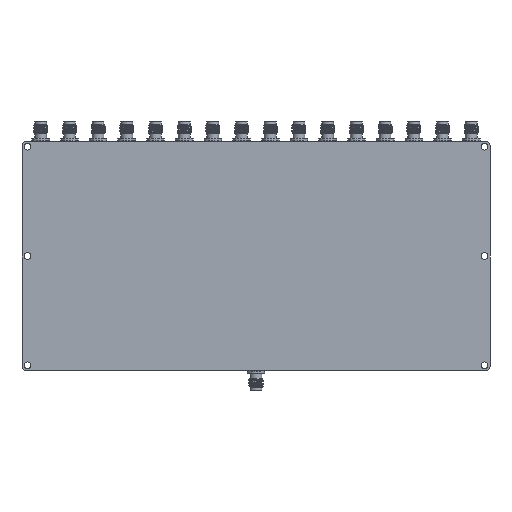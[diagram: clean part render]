
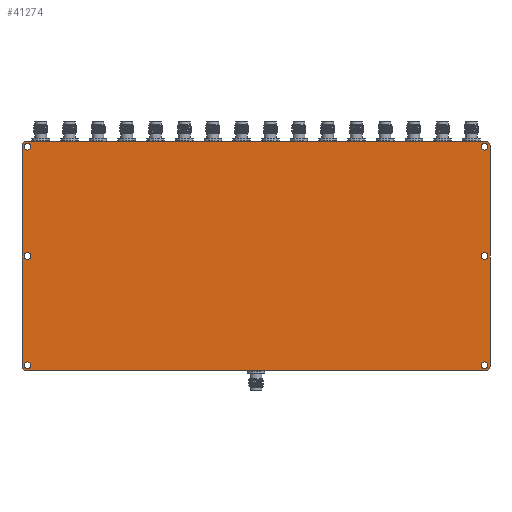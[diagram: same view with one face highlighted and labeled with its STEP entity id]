
A CAD part, front view. The second image highlights one B-rep face of the part: STEP entity #41274.
In plain terms, the highlighted planar face has unit normal (0, -1, 0).
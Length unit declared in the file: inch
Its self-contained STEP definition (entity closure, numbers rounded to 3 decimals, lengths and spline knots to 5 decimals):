
#171 = CARTESIAN_POINT ( 'NONE',  ( 4.09323, -0.23622, -2.04724 ) ) ;
#201 = EDGE_CURVE ( 'NONE', #70287, #63543, #27063, .T. ) ;
#329 = VERTEX_POINT ( 'NONE', #171 ) ;
#869 = EDGE_CURVE ( 'NONE', #23158, #23158, #40943, .T. ) ;
#959 = AXIS2_PLACEMENT_3D ( 'NONE', #35764, #66673, #47470 ) ;
#1954 = ORIENTED_EDGE ( 'NONE', *, *, #12403, .T. ) ;
#2219 = LINE ( 'NONE', #18111, #4130 ) ;
#2620 = CARTESIAN_POINT ( 'NONE',  ( -4.0748, -0.23622, -1.94882 ) ) ;
#3095 = AXIS2_PLACEMENT_3D ( 'NONE', #64140, #5203, #70652 ) ;
#4130 = VECTOR ( 'NONE', #31642, 39.37008 ) ;
#4176 = ORIENTED_EDGE ( 'NONE', *, *, #19006, .T. ) ;
#4177 = VERTEX_POINT ( 'NONE', #15384 ) ;
#4803 = EDGE_CURVE ( 'NONE', #52024, #52024, #59208, .T. ) ;
#4939 = DIRECTION ( 'NONE',  ( 0., 0., -1. ) ) ;
#5144 = DIRECTION ( 'NONE',  ( 0., 1., 0. ) ) ;
#5203 = DIRECTION ( 'NONE',  ( 0., -1., 0. ) ) ;
#6334 = CIRCLE ( 'NONE', #61017, 0.08 ) ;
#6626 = EDGE_CURVE ( 'NONE', #45766, #63543, #33011, .T. ) ;
#6787 = FACE_BOUND ( 'NONE', #34193, .T. ) ;
#7022 = AXIS2_PLACEMENT_3D ( 'NONE', #22976, #47145, #11526 ) ;
#7515 = CARTESIAN_POINT ( 'NONE',  ( -4.17323, -0.23622, 2.04724 ) ) ;
#7794 = EDGE_LOOP ( 'NONE', ( #8294 ) ) ;
#8294 = ORIENTED_EDGE ( 'NONE', *, *, #4803, .T. ) ;
#8672 = FACE_BOUND ( 'NONE', #7794, .T. ) ;
#9296 = ORIENTED_EDGE ( 'NONE', *, *, #31372, .T. ) ;
#9768 = ORIENTED_EDGE ( 'NONE', *, *, #59774, .F. ) ;
#10108 = EDGE_CURVE ( 'NONE', #24129, #24129, #15605, .T. ) ;
#10212 = EDGE_CURVE ( 'NONE', #28383, #65498, #53768, .T. ) ;
#11526 = DIRECTION ( 'NONE',  ( 0., 0., 1. ) ) ;
#12403 = EDGE_CURVE ( 'NONE', #43666, #43666, #75061, .T. ) ;
#13143 = AXIS2_PLACEMENT_3D ( 'NONE', #2620, #31996, #49168 ) ;
#14859 = VECTOR ( 'NONE', #57339, 39.37008 ) ;
#15384 = CARTESIAN_POINT ( 'NONE',  ( -4.17323, -0.23622, 1.96724 ) ) ;
#15596 = CARTESIAN_POINT ( 'NONE',  ( 4.0748, -0.23622, -1.88976 ) ) ;
#15605 = CIRCLE ( 'NONE', #74163, 0.05906 ) ;
#16625 = CARTESIAN_POINT ( 'NONE',  ( -4.09323, -0.23622, 2.04724 ) ) ;
#17001 = EDGE_LOOP ( 'NONE', ( #76465 ) ) ;
#17958 = CARTESIAN_POINT ( 'NONE',  ( 4.17323, -0.23622, -1.96724 ) ) ;
#18034 = DIRECTION ( 'NONE',  ( 0., -1., 0. ) ) ;
#18111 = CARTESIAN_POINT ( 'NONE',  ( -4.17323, -0.23622, 2.04724 ) ) ;
#18842 = EDGE_LOOP ( 'NONE', ( #4176 ) ) ;
#19006 = EDGE_CURVE ( 'NONE', #29707, #29707, #27236, .T. ) ;
#19201 = DIRECTION ( 'NONE',  ( 0., 0., -1. ) ) ;
#20830 = ORIENTED_EDGE ( 'NONE', *, *, #30505, .T. ) ;
#21605 = CARTESIAN_POINT ( 'NONE',  ( -4.0748, -0.23622, 2.00787 ) ) ;
#22719 = AXIS2_PLACEMENT_3D ( 'NONE', #37340, #61233, #43076 ) ;
#22976 = CARTESIAN_POINT ( 'NONE',  ( 4.0748, -0.23622, -1.94882 ) ) ;
#23023 = DIRECTION ( 'NONE',  ( 0., 0., -1. ) ) ;
#23158 = VERTEX_POINT ( 'NONE', #73584 ) ;
#24129 = VERTEX_POINT ( 'NONE', #62132 ) ;
#24525 = ORIENTED_EDGE ( 'NONE', *, *, #201, .F. ) ;
#25358 = FACE_BOUND ( 'NONE', #17001, .T. ) ;
#27063 = LINE ( 'NONE', #7515, #29800 ) ;
#27236 = CIRCLE ( 'NONE', #75862, 0.05906 ) ;
#28383 = VERTEX_POINT ( 'NONE', #57091 ) ;
#29707 = VERTEX_POINT ( 'NONE', #63665 ) ;
#29800 = VECTOR ( 'NONE', #63599, 39.37008 ) ;
#30346 = ORIENTED_EDGE ( 'NONE', *, *, #10108, .T. ) ;
#30505 = EDGE_CURVE ( 'NONE', #70287, #4177, #6334, .T. ) ;
#30665 = VECTOR ( 'NONE', #42099, 39.37008 ) ;
#31372 = EDGE_CURVE ( 'NONE', #329, #72881, #44430, .T. ) ;
#31642 = DIRECTION ( 'NONE',  ( 0., 0., 1. ) ) ;
#31996 = DIRECTION ( 'NONE',  ( 0., 1., 0. ) ) ;
#33011 = CIRCLE ( 'NONE', #45153, 0.08 ) ;
#34193 = EDGE_LOOP ( 'NONE', ( #1954 ) ) ;
#34223 = DIRECTION ( 'NONE',  ( 0., 0., 1. ) ) ;
#35764 = CARTESIAN_POINT ( 'NONE',  ( -4.09323, -0.23622, -1.96724 ) ) ;
#36006 = ORIENTED_EDGE ( 'NONE', *, *, #38020, .F. ) ;
#36042 = CARTESIAN_POINT ( 'NONE',  ( 4.09323, -0.23622, 2.04724 ) ) ;
#37330 = DIRECTION ( 'NONE',  ( 0., 1., 0. ) ) ;
#37340 = CARTESIAN_POINT ( 'NONE',  ( -4.0748, -0.23622, 1.94882 ) ) ;
#38020 = EDGE_CURVE ( 'NONE', #45766, #72881, #44639, .T. ) ;
#38881 = EDGE_LOOP ( 'NONE', ( #60598 ) ) ;
#39717 = EDGE_CURVE ( 'NONE', #28383, #4177, #2219, .T. ) ;
#40221 = AXIS2_PLACEMENT_3D ( 'NONE', #70598, #5144, #46718 ) ;
#40943 = CIRCLE ( 'NONE', #13143, 0.05906 ) ;
#41274 = ADVANCED_FACE ( 'NONE', ( #54240, #6787, #8672, #47737, #70030, #25358, #68130 ), #76371, .T. ) ;
#42099 = DIRECTION ( 'NONE',  ( 0., 0., -1. ) ) ;
#43076 = DIRECTION ( 'NONE',  ( 0., 0., 1. ) ) ;
#43666 = VERTEX_POINT ( 'NONE', #15596 ) ;
#44430 = CIRCLE ( 'NONE', #55590, 0.08 ) ;
#44639 = LINE ( 'NONE', #53561, #30665 ) ;
#45153 = AXIS2_PLACEMENT_3D ( 'NONE', #76868, #75836, #4939 ) ;
#45179 = CIRCLE ( 'NONE', #40221, 0.05906 ) ;
#45766 = VERTEX_POINT ( 'NONE', #74473 ) ;
#46693 = CARTESIAN_POINT ( 'NONE',  ( -4.09323, -0.23622, 1.96724 ) ) ;
#46718 = DIRECTION ( 'NONE',  ( 0., 0., 1. ) ) ;
#47145 = DIRECTION ( 'NONE',  ( 0., 1., 0. ) ) ;
#47470 = DIRECTION ( 'NONE',  ( 0., 0., -1. ) ) ;
#47737 = FACE_BOUND ( 'NONE', #64510, .T. ) ;
#48291 = CARTESIAN_POINT ( 'NONE',  ( -4.09323, -0.23622, -2.04724 ) ) ;
#49168 = DIRECTION ( 'NONE',  ( 0., 0., 1. ) ) ;
#51794 = EDGE_CURVE ( 'NONE', #73325, #73325, #45179, .T. ) ;
#52024 = VERTEX_POINT ( 'NONE', #21605 ) ;
#52689 = CARTESIAN_POINT ( 'NONE',  ( -4.0748, -0.23622, 0. ) ) ;
#53561 = CARTESIAN_POINT ( 'NONE',  ( 4.17323, -0.23622, 2.04724 ) ) ;
#53768 = CIRCLE ( 'NONE', #959, 0.08 ) ;
#54240 = FACE_BOUND ( 'NONE', #38881, .T. ) ;
#54854 = CARTESIAN_POINT ( 'NONE',  ( 4.09323, -0.23622, -1.96724 ) ) ;
#55298 = CARTESIAN_POINT ( 'NONE',  ( 4.0748, -0.23622, 1.94882 ) ) ;
#55590 = AXIS2_PLACEMENT_3D ( 'NONE', #54854, #55620, #19201 ) ;
#55603 = EDGE_LOOP ( 'NONE', ( #56846, #56063, #9768, #9296, #36006, #70221, #24525, #20830 ) ) ;
#55620 = DIRECTION ( 'NONE',  ( 0., -1., 0. ) ) ;
#56063 = ORIENTED_EDGE ( 'NONE', *, *, #10212, .T. ) ;
#56846 = ORIENTED_EDGE ( 'NONE', *, *, #39717, .F. ) ;
#57091 = CARTESIAN_POINT ( 'NONE',  ( -4.17323, -0.23622, -1.96724 ) ) ;
#57339 = DIRECTION ( 'NONE',  ( -1., 0., 0. ) ) ;
#59208 = CIRCLE ( 'NONE', #22719, 0.05906 ) ;
#59261 = CARTESIAN_POINT ( 'NONE',  ( 4.0748, -0.23622, 0.05906 ) ) ;
#59774 = EDGE_CURVE ( 'NONE', #329, #65498, #74397, .T. ) ;
#60598 = ORIENTED_EDGE ( 'NONE', *, *, #869, .T. ) ;
#61017 = AXIS2_PLACEMENT_3D ( 'NONE', #46693, #18034, #23023 ) ;
#61233 = DIRECTION ( 'NONE',  ( 0., 1., 0. ) ) ;
#61978 = DIRECTION ( 'NONE',  ( 0., 0., 1. ) ) ;
#62132 = CARTESIAN_POINT ( 'NONE',  ( -4.0748, -0.23622, 0.05906 ) ) ;
#63540 = CARTESIAN_POINT ( 'NONE',  ( -4.17323, -0.23622, -2.04724 ) ) ;
#63543 = VERTEX_POINT ( 'NONE', #36042 ) ;
#63599 = DIRECTION ( 'NONE',  ( 1., 0., 0. ) ) ;
#63665 = CARTESIAN_POINT ( 'NONE',  ( 4.0748, -0.23622, 2.00787 ) ) ;
#64140 = CARTESIAN_POINT ( 'NONE',  ( 0., -0.23622, 0. ) ) ;
#64510 = EDGE_LOOP ( 'NONE', ( #30346 ) ) ;
#65498 = VERTEX_POINT ( 'NONE', #48291 ) ;
#66673 = DIRECTION ( 'NONE',  ( 0., -1., 0. ) ) ;
#68130 = FACE_BOUND ( 'NONE', #18842, .T. ) ;
#70030 = FACE_OUTER_BOUND ( 'NONE', #55603, .T. ) ;
#70221 = ORIENTED_EDGE ( 'NONE', *, *, #6626, .T. ) ;
#70287 = VERTEX_POINT ( 'NONE', #16625 ) ;
#70598 = CARTESIAN_POINT ( 'NONE',  ( 4.0748, -0.23622, 0. ) ) ;
#70652 = DIRECTION ( 'NONE',  ( 0., 0., -1. ) ) ;
#72881 = VERTEX_POINT ( 'NONE', #17958 ) ;
#73325 = VERTEX_POINT ( 'NONE', #59261 ) ;
#73584 = CARTESIAN_POINT ( 'NONE',  ( -4.0748, -0.23622, -1.88976 ) ) ;
#74163 = AXIS2_PLACEMENT_3D ( 'NONE', #52689, #76308, #34223 ) ;
#74397 = LINE ( 'NONE', #63540, #14859 ) ;
#74473 = CARTESIAN_POINT ( 'NONE',  ( 4.17323, -0.23622, 1.96724 ) ) ;
#75061 = CIRCLE ( 'NONE', #7022, 0.05906 ) ;
#75836 = DIRECTION ( 'NONE',  ( 0., -1., 0. ) ) ;
#75862 = AXIS2_PLACEMENT_3D ( 'NONE', #55298, #37330, #61978 ) ;
#76308 = DIRECTION ( 'NONE',  ( 0., 1., 0. ) ) ;
#76371 = PLANE ( 'NONE',  #3095 ) ;
#76465 = ORIENTED_EDGE ( 'NONE', *, *, #51794, .T. ) ;
#76868 = CARTESIAN_POINT ( 'NONE',  ( 4.09323, -0.23622, 1.96724 ) ) ;
